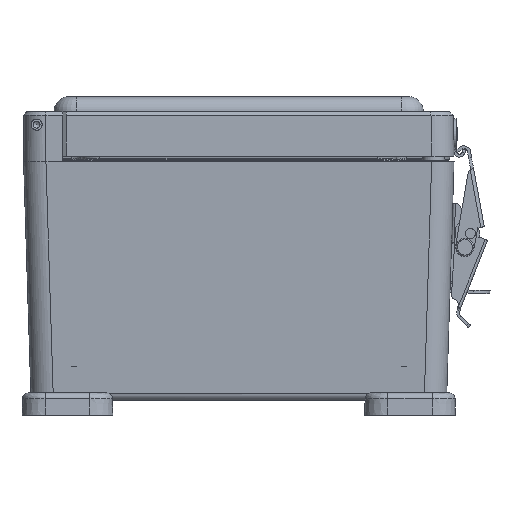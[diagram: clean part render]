
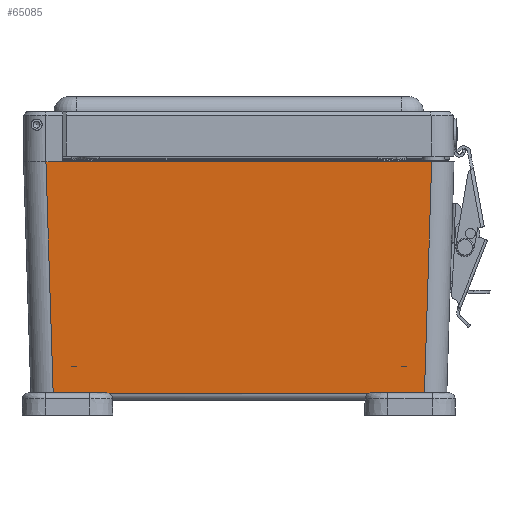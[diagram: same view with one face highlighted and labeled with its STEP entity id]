
A CAD part, left-side view. The second image highlights one B-rep face of the part: STEP entity #65085.
In plain terms, the highlighted planar face has unit normal (-1, 0, -0.031).
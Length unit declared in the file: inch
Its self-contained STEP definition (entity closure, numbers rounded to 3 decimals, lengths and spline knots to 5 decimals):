
#1645 = CARTESIAN_POINT ( 'NONE',  ( -4.79328, -3.33437, 1.57949 ) ) ;
#3501 = LINE ( 'NONE', #25626, #29549 ) ;
#6640 = CARTESIAN_POINT ( 'NONE',  ( -4.79328, 3.38527, 1.57949 ) ) ;
#7005 = DIRECTION ( 'NONE',  ( 0., 1., 0. ) ) ;
#7442 = LINE ( 'NONE', #1645, #19443 ) ;
#8597 = CARTESIAN_POINT ( 'NONE',  ( -4.41828, 3.38508, 1.57949 ) ) ;
#8921 = CARTESIAN_POINT ( 'NONE',  ( -4.67138, -2.96336, -2.29944 ) ) ;
#9052 = CARTESIAN_POINT ( 'NONE',  ( -4.79328, -3.08526, 1.57949 ) ) ;
#13517 = LINE ( 'NONE', #23263, #27633 ) ;
#15860 = PLANE ( 'NONE',  #29578 ) ;
#15867 = VERTEX_POINT ( 'NONE', #9052 ) ;
#16433 = CARTESIAN_POINT ( 'NONE',  ( -4.79328, 3.38527, 1.57949 ) ) ;
#17055 = CIRCLE ( 'NONE', #66979, 0.375 ) ;
#17229 = LINE ( 'NONE', #59127, #22163 ) ;
#19443 = VECTOR ( 'NONE', #7005, 39.37008 ) ;
#19457 = DIRECTION ( 'NONE',  ( 0., 1., 0. ) ) ;
#22082 = VERTEX_POINT ( 'NONE', #34331 ) ;
#22163 = VECTOR ( 'NONE', #58591, 39.37008 ) ;
#22206 = ORIENTED_EDGE ( 'NONE', *, *, #83163, .F. ) ;
#23263 = CARTESIAN_POINT ( 'NONE',  ( -4.66353, -2.9555, -2.5494 ) ) ;
#25547 = ORIENTED_EDGE ( 'NONE', *, *, #70037, .T. ) ;
#25626 = CARTESIAN_POINT ( 'NONE',  ( -4.67138, -1.59218, -2.29944 ) ) ;
#27633 = VECTOR ( 'NONE', #74089, 39.37008 ) ;
#29549 = VECTOR ( 'NONE', #19457, 39.37008 ) ;
#29578 = AXIS2_PLACEMENT_3D ( 'NONE', #42611, #36374, #80659 ) ;
#30077 = ORIENTED_EDGE ( 'NONE', *, *, #54633, .T. ) ;
#30278 = ORIENTED_EDGE ( 'NONE', *, *, #51788, .F. ) ;
#30990 = ORIENTED_EDGE ( 'NONE', *, *, #61998, .F. ) ;
#34331 = CARTESIAN_POINT ( 'NONE',  ( -4.79328, 3.10383, 1.57949 ) ) ;
#36374 = DIRECTION ( 'NONE',  ( -1., 0., -0.031 ) ) ;
#40075 = LINE ( 'NONE', #6640, #76121 ) ;
#42384 = VERTEX_POINT ( 'NONE', #8921 ) ;
#42611 = CARTESIAN_POINT ( 'NONE',  ( -4.66758, -3.33437, -2.42051 ) ) ;
#49109 = DIRECTION ( 'NONE',  ( 0., 0., 1. ) ) ;
#51788 = EDGE_CURVE ( 'NONE', #15867, #42384, #13517, .T. ) ;
#51827 = VERTEX_POINT ( 'NONE', #69035 ) ;
#54633 = EDGE_CURVE ( 'NONE', #82877, #78024, #40075, .T. ) ;
#58591 = DIRECTION ( 'NONE',  ( 0., 1., 0. ) ) ;
#58806 = ORIENTED_EDGE ( 'NONE', *, *, #64324, .T. ) ;
#59127 = CARTESIAN_POINT ( 'NONE',  ( -4.79328, -3.33437, 1.57949 ) ) ;
#59303 = FACE_OUTER_BOUND ( 'NONE', #62200, .T. ) ;
#61998 = EDGE_CURVE ( 'NONE', #82877, #51827, #17055, .T. ) ;
#62200 = EDGE_LOOP ( 'NONE', ( #30990, #30077, #22206, #30278, #25547, #58806 ) ) ;
#64324 = EDGE_CURVE ( 'NONE', #22082, #51827, #17229, .T. ) ;
#65085 = ADVANCED_FACE ( 'NONE', ( #59303 ), #15860, .T. ) ;
#66979 = AXIS2_PLACEMENT_3D ( 'NONE', #8597, #49109, #83189 ) ;
#69035 = CARTESIAN_POINT ( 'NONE',  ( -4.79328, 3.38508, 1.57949 ) ) ;
#70037 = EDGE_CURVE ( 'NONE', #15867, #22082, #7442, .T. ) ;
#70605 = DIRECTION ( 'NONE',  ( 0.031, -0.031, -0.999 ) ) ;
#74089 = DIRECTION ( 'NONE',  ( 0.031, 0.031, -0.999 ) ) ;
#76121 = VECTOR ( 'NONE', #70605, 39.37008 ) ;
#78024 = VERTEX_POINT ( 'NONE', #81487 ) ;
#80659 = DIRECTION ( 'NONE',  ( -0.031, 0., 1. ) ) ;
#81487 = CARTESIAN_POINT ( 'NONE',  ( -4.67138, 3.26337, -2.29944 ) ) ;
#82877 = VERTEX_POINT ( 'NONE', #16433 ) ;
#83163 = EDGE_CURVE ( 'NONE', #42384, #78024, #3501, .T. ) ;
#83189 = DIRECTION ( 'NONE',  ( 1., 0., 0. ) ) ;
